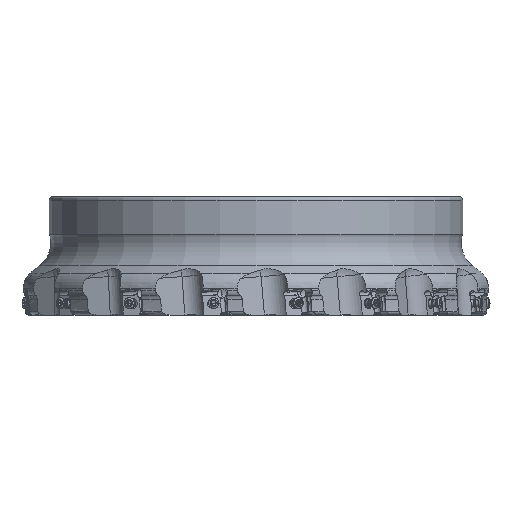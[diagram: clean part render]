
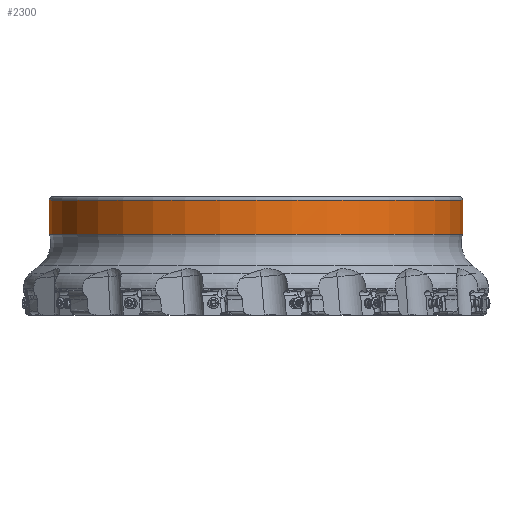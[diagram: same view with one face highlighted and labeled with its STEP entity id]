
A CAD part, front view. The second image highlights one B-rep face of the part: STEP entity #2300.
In plain terms, the highlighted cylindrical face has radius 110 mm (diameter 220 mm), a partial arc.
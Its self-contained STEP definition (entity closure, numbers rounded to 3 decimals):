
#2300=ADVANCED_FACE('',(#4305),#3703,.T.);
#3703=CYLINDRICAL_SURFACE('',#25834,110.);
#4305=FACE_OUTER_BOUND('',#5673,.T.);
#5673=EDGE_LOOP('',(#9591,#9592,#9593,#9594,#9595));
#7122=LINE('',#36016,#8354);
#7123=LINE('',#36020,#8355);
#8354=VECTOR('',#28887,1.);
#8355=VECTOR('',#28890,1.);
#9591=ORIENTED_EDGE('',*,*,#20066,.T.);
#9592=ORIENTED_EDGE('',*,*,#20063,.T.);
#9593=ORIENTED_EDGE('',*,*,#20067,.T.);
#9594=ORIENTED_EDGE('',*,*,#20068,.T.);
#9595=ORIENTED_EDGE('',*,*,#20065,.T.);
#17460=VERTEX_POINT('',#36012);
#17462=VERTEX_POINT('',#36015);
#17463=VERTEX_POINT('',#36017);
#17464=VERTEX_POINT('',#36019);
#17465=VERTEX_POINT('',#36024);
#20063=EDGE_CURVE('',#17463,#17462,#7122,.T.);
#20065=EDGE_CURVE('',#17460,#17464,#7123,.T.);
#20066=EDGE_CURVE('',#17464,#17463,#24001,.T.);
#20067=EDGE_CURVE('',#17462,#17465,#24002,.T.);
#20068=EDGE_CURVE('',#17465,#17460,#24003,.T.);
#24001=CIRCLE('',#25831,110.);
#24002=CIRCLE('',#25832,110.);
#24003=CIRCLE('',#25833,110.);
#25831=AXIS2_PLACEMENT_3D('',#36022,#28893,#28894);
#25832=AXIS2_PLACEMENT_3D('',#36023,#28895,#28896);
#25833=AXIS2_PLACEMENT_3D('',#36025,#28897,#28898);
#25834=AXIS2_PLACEMENT_3D('',#36026,#28899,#28900);
#28887=DIRECTION('',(0.,0.,1.));
#28890=DIRECTION('',(0.,0.,-1.));
#28893=DIRECTION('',(0.,0.,1.));
#28894=DIRECTION('',(-1.,0.,0.));
#28895=DIRECTION('',(0.,0.,-1.));
#28896=DIRECTION('',(1.,0.,0.));
#28897=DIRECTION('',(0.,0.,-1.));
#28898=DIRECTION('',(1.,0.,0.));
#28899=DIRECTION('',(0.,0.,-1.));
#28900=DIRECTION('',(-1.,0.,0.));
#36012=CARTESIAN_POINT('',(-110.,0.,-1.7));
#36015=CARTESIAN_POINT('',(110.,0.,-1.7));
#36016=CARTESIAN_POINT('',(110.,0.,-19.7));
#36017=CARTESIAN_POINT('',(110.,0.,-19.7));
#36019=CARTESIAN_POINT('',(-110.,0.,-19.7));
#36020=CARTESIAN_POINT('',(-110.,0.,-1.7));
#36022=CARTESIAN_POINT('',(0.,0.,-19.7));
#36023=CARTESIAN_POINT('',(0.,0.,-1.7));
#36024=CARTESIAN_POINT('',(110.,-0.022,-1.7));
#36025=CARTESIAN_POINT('',(0.,0.,-1.7));
#36026=CARTESIAN_POINT('',(0.,0.,-1.34));
